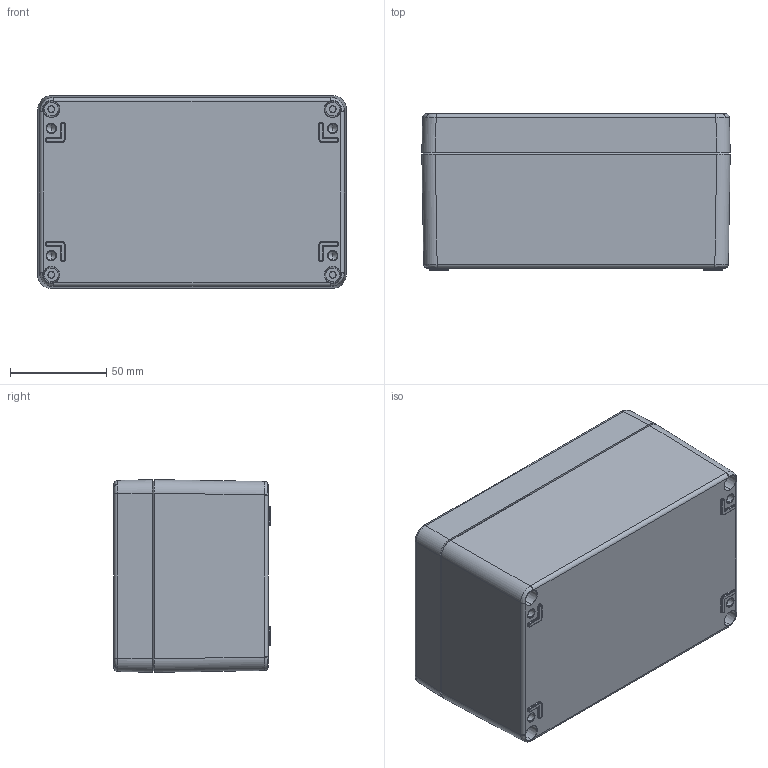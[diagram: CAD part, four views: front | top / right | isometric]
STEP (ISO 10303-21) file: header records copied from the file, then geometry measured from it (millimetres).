
FILE_DESCRIPTION (( 'STEP AP214' ), '1' );
FILE_NAME ('01101608.STEP', '2009-03-10T07:39:32', ( ' ' ), ( '' ), 'SwSTEP 2.0', 'SolidWorks 2008', '' );
FILE_SCHEMA (( 'AUTOMOTIVE_DESIGN' ));
Length unit declared in the file: millimetre
Products named in the file (5): 93133_Standard; 82003_Standard; 02156_Standard; 01156_Standard; 01101608
Assembly tree (7 placements, depth 2):
  01101608
    93133_Standard  x4
    82003_Standard
    02156_Standard
    01156_Standard
Bounding box: 160 x 81 x 100 mm (x, y, z)
Volume: 290836.5 mm3; surface area: 152436 mm2
Topology: 7 solids, 7 shells, 973 faces, 2277 edges, 1329 vertices
Faces by surface type: cylinder 266, bspline 232, plane 205, torus 154, cone 116
Entity records: 35316 total; most frequent: CARTESIAN_POINT 16347, ORIENTED_EDGE 4108, DIRECTION 3782, EDGE_CURVE 2054, AXIS2_PLACEMENT_3D 1530, VERTEX_POINT 1203, EDGE_LOOP 949, ADVANCED_FACE 892
